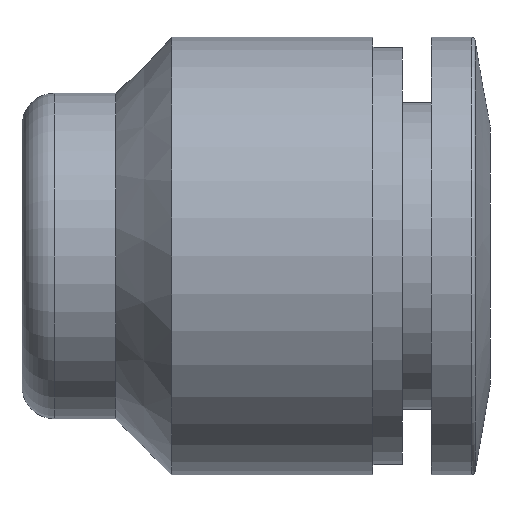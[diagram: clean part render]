
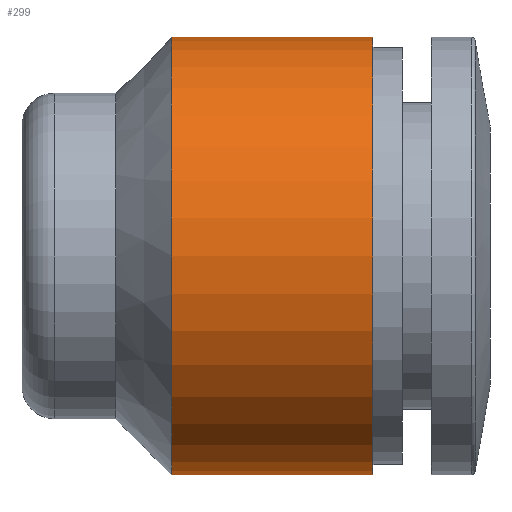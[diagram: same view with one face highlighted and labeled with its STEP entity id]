
A CAD part, front view. The second image highlights one B-rep face of the part: STEP entity #299.
In plain terms, the highlighted cylindrical face has radius 10.75 mm (diameter 21.5 mm), a full revolution.
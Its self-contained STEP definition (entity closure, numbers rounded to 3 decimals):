
#24=CYLINDRICAL_SURFACE('',#325,10.75);
#40=ORIENTED_EDGE('',*,*,#69,.F.);
#41=ORIENTED_EDGE('',*,*,#68,.T.);
#68=EDGE_CURVE('',#84,#84,#100,.T.);
#69=EDGE_CURVE('',#85,#85,#101,.T.);
#84=VERTEX_POINT('',#428);
#85=VERTEX_POINT('',#431);
#100=CIRCLE('',#324,10.75);
#101=CIRCLE('',#326,10.75);
#120=EDGE_LOOP('',(#40));
#121=EDGE_LOOP('',(#41));
#152=FACE_BOUND('',#120,.T.);
#153=FACE_BOUND('',#121,.T.);
#299=ADVANCED_FACE('',(#152,#153),#24,.T.);
#324=AXIS2_PLACEMENT_3D('',#427,#366,#367);
#325=AXIS2_PLACEMENT_3D('',#429,#368,#369);
#326=AXIS2_PLACEMENT_3D('',#430,#370,#371);
#366=DIRECTION('',(1.,0.,0.));
#367=DIRECTION('',(0.,0.,-1.));
#368=DIRECTION('',(1.,0.,0.));
#369=DIRECTION('',(0.,0.,-1.));
#370=DIRECTION('',(1.,0.,0.));
#371=DIRECTION('',(0.,0.,-1.));
#427=CARTESIAN_POINT('',(7.35,0.,0.));
#428=CARTESIAN_POINT('',(7.35,0.,-10.75));
#429=CARTESIAN_POINT('',(23.,0.,0.));
#430=CARTESIAN_POINT('',(17.25,0.,0.));
#431=CARTESIAN_POINT('',(17.25,0.,-10.75));
